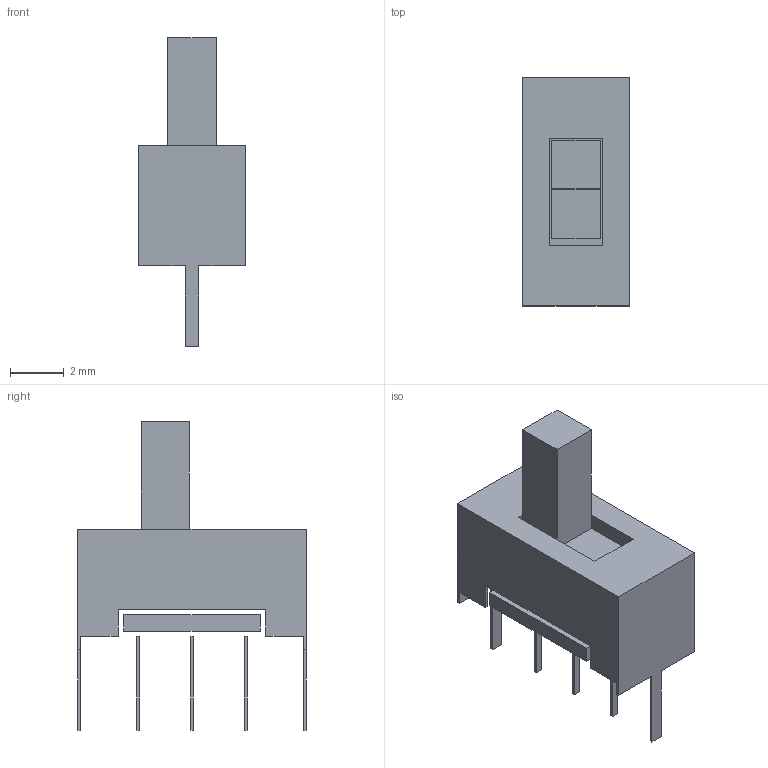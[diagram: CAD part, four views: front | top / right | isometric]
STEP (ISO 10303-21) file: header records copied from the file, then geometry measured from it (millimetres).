
FILE_DESCRIPTION(('FreeCAD Model'),'2;1');
FILE_NAME('Open CASCADE Shape Model','2021-09-15T09:49:40',('Author'),( ''),'Open CASCADE STEP processor 7.4','FreeCAD','Unknown');
FILE_SCHEMA(('AUTOMOTIVE_DESIGN { 1 0 10303 214 1 1 1 1 }'));
Length unit declared in the file: millimetre
Products named in the file (7): Unnamed; slide_switch_vertical001001.0; slide_switch_vertical001001.1; slide_switch_vertical001001.2; slide_switch_vertical001001.3; slide_switch_vertical001001.4; slide_switch_vertical001001.5
Assembly tree (6 placements, depth 2):
  Unnamed
    slide_switch_vertical001001.0
    slide_switch_vertical001001.1
    slide_switch_vertical001001.2
    slide_switch_vertical001001.3
    slide_switch_vertical001001.4
    slide_switch_vertical001001.5
Bounding box: 4 x 8.5 x 11.5 mm (x, y, z)
Surface area: 374.4 mm2 (no closed solid volume)
Topology: 0 solids, 6 shells, 70 faces, 174 edges, 116 vertices
Faces by surface type: plane 70
Entity records: 4477 total; most frequent: CARTESIAN_POINT 715, DIRECTION 676, LINE 522, VECTOR 522, ORIENTED_EDGE 348, PCURVE 348, DEFINITIONAL_REPRESENTATION 348, EDGE_CURVE 174
